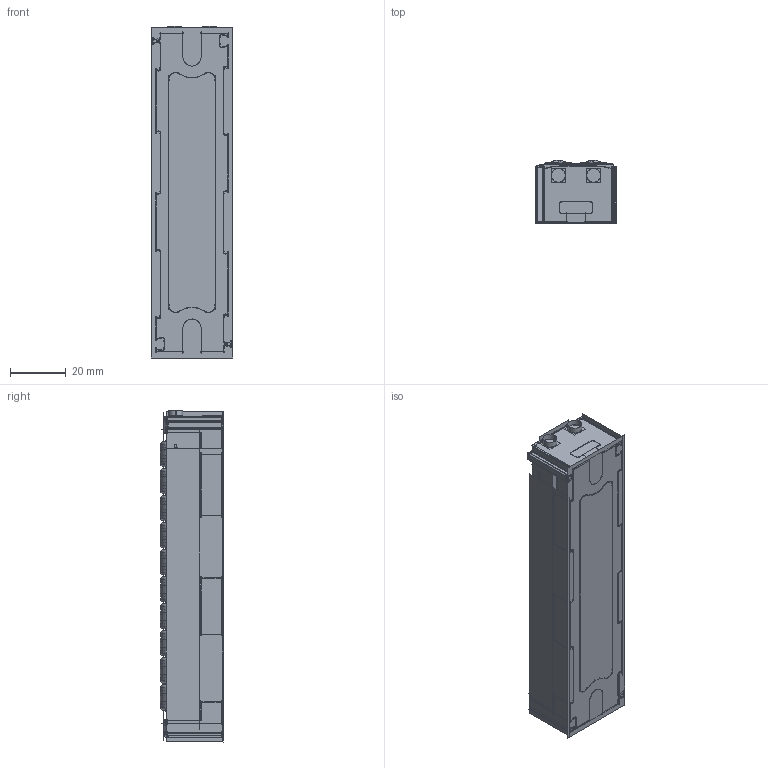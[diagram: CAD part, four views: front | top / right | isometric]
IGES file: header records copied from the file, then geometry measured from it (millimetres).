
Start section:  PTC IGES file: p568.igs
Global section: file name: p568.igs; native system: Pro/ENGINEER by Parametric Technology Corporation; preprocessor: 2005310; author: Davide Calciolari; organization: Unknown; date: 060223.092834; units: millimetre
Bounding box: 29.33 x 22.64 x 118.94 mm (x, y, z)
Surface area: 88498.3 mm2 (no closed solid volume)
Topology: 0 solids, 0 shells, 1838 faces, 23921 edges, 31790 vertices
Faces by surface type: revolution 1440, bspline 398
